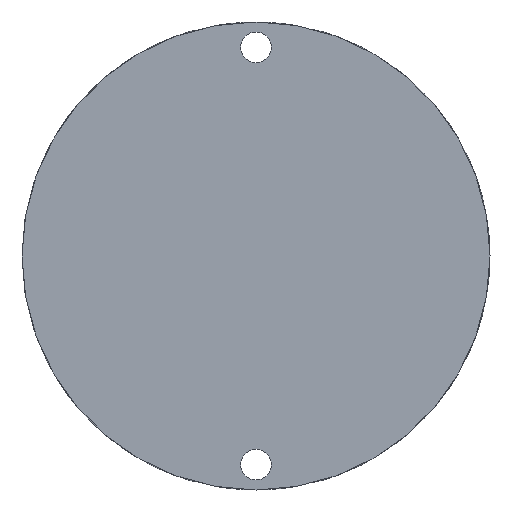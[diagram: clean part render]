
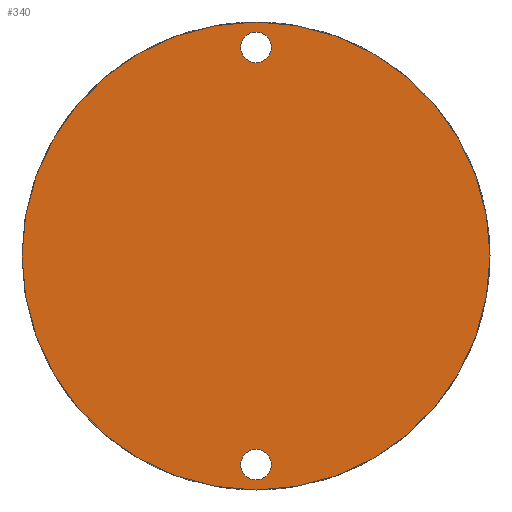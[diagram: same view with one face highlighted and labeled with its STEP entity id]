
A CAD part, front view. The second image highlights one B-rep face of the part: STEP entity #340.
In plain terms, the highlighted planar face has unit normal (0, -1, 0).
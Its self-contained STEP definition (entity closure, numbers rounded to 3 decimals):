
#18=FACE_BOUND('',#72,.T.);
#19=FACE_BOUND('',#73,.T.);
#30=PLANE('',#393);
#49=FACE_OUTER_BOUND('',#71,.T.);
#71=EDGE_LOOP('',(#311));
#72=EDGE_LOOP('',(#312));
#73=EDGE_LOOP('',(#313));
#136=CIRCLE('',#370,50.5);
#138=CIRCLE('',#373,3.3);
#139=CIRCLE('',#375,3.3);
#165=VERTEX_POINT('',#547);
#166=VERTEX_POINT('',#552);
#167=VERTEX_POINT('',#556);
#199=EDGE_CURVE('',#165,#165,#136,.T.);
#202=EDGE_CURVE('',#166,#166,#138,.T.);
#204=EDGE_CURVE('',#167,#167,#139,.T.);
#311=ORIENTED_EDGE('',*,*,#199,.F.);
#312=ORIENTED_EDGE('',*,*,#202,.T.);
#313=ORIENTED_EDGE('',*,*,#204,.T.);
#340=ADVANCED_FACE('',(#49,#18,#19),#30,.F.);
#370=AXIS2_PLACEMENT_3D('',#549,#439,#440);
#373=AXIS2_PLACEMENT_3D('',#554,#446,#447);
#375=AXIS2_PLACEMENT_3D('',#558,#451,#452);
#393=AXIS2_PLACEMENT_3D('',#595,#498,#499);
#439=DIRECTION('center_axis',(0.,1.,0.));
#440=DIRECTION('ref_axis',(1.,0.,0.));
#446=DIRECTION('center_axis',(0.,1.,0.));
#447=DIRECTION('ref_axis',(-1.,0.,0.));
#451=DIRECTION('center_axis',(0.,1.,0.));
#452=DIRECTION('ref_axis',(-1.,0.,0.));
#498=DIRECTION('center_axis',(0.,1.,0.));
#499=DIRECTION('ref_axis',(1.,0.,0.));
#547=CARTESIAN_POINT('',(-50.5,0.,0.));
#549=CARTESIAN_POINT('Origin',(0.,0.,0.));
#552=CARTESIAN_POINT('',(3.3,0.,-45.038));
#554=CARTESIAN_POINT('Origin',(0.,0.,-45.038));
#556=CARTESIAN_POINT('',(3.3,0.,45.038));
#558=CARTESIAN_POINT('Origin',(0.,0.,45.038));
#595=CARTESIAN_POINT('Origin',(0.,0.,0.));
